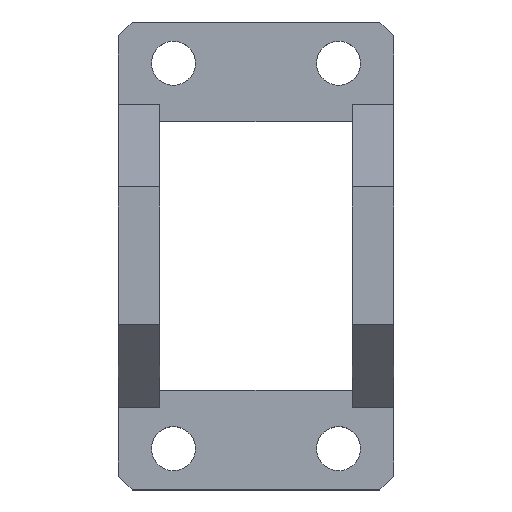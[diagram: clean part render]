
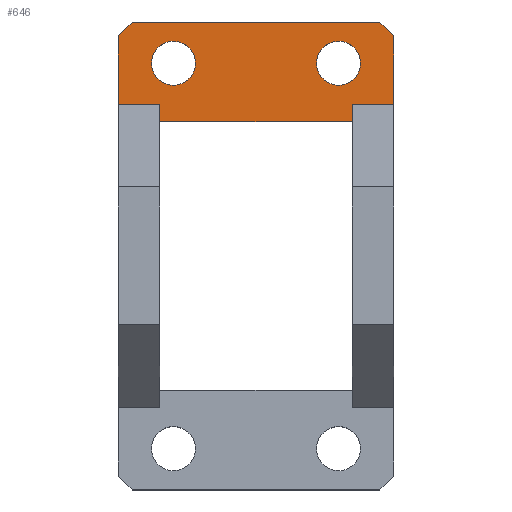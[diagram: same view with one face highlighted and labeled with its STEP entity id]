
A CAD part, top view. The second image highlights one B-rep face of the part: STEP entity #646.
In plain terms, the highlighted planar face has unit normal (0, 0, 1).
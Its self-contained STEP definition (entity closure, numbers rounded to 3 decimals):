
#19=FACE_BOUND('',#75,.T.);
#20=FACE_BOUND('',#76,.T.);
#27=CIRCLE('',#693,8.);
#28=CIRCLE('',#694,8.);
#42=FACE_OUTER_BOUND('',#74,.T.);
#74=EDGE_LOOP('',(#461,#462,#463,#464,#465,#466,#467,#468,#469,#470));
#75=EDGE_LOOP('',(#471));
#76=EDGE_LOOP('',(#472));
#117=LINE('',#915,#201);
#128=LINE('',#937,#212);
#131=LINE('',#943,#215);
#132=LINE('',#945,#216);
#133=LINE('',#947,#217);
#134=LINE('',#949,#218);
#135=LINE('',#951,#219);
#136=LINE('',#953,#220);
#137=LINE('',#955,#221);
#138=LINE('',#956,#222);
#201=VECTOR('',#743,10.);
#212=VECTOR('',#762,10.);
#215=VECTOR('',#767,10.);
#216=VECTOR('',#768,10.);
#217=VECTOR('',#769,10.);
#218=VECTOR('',#770,10.);
#219=VECTOR('',#771,10.);
#220=VECTOR('',#772,10.);
#221=VECTOR('',#773,10.);
#222=VECTOR('',#774,10.);
#282=VERTEX_POINT('',#909);
#284=VERTEX_POINT('',#913);
#291=VERTEX_POINT('',#935);
#293=VERTEX_POINT('',#942);
#294=VERTEX_POINT('',#944);
#295=VERTEX_POINT('',#946);
#296=VERTEX_POINT('',#948);
#297=VERTEX_POINT('',#950);
#298=VERTEX_POINT('',#952);
#299=VERTEX_POINT('',#954);
#300=VERTEX_POINT('',#957);
#301=VERTEX_POINT('',#959);
#345=EDGE_CURVE('',#282,#284,#117,.T.);
#356=EDGE_CURVE('',#284,#291,#128,.T.);
#359=EDGE_CURVE('',#291,#293,#131,.T.);
#360=EDGE_CURVE('',#293,#294,#132,.T.);
#361=EDGE_CURVE('',#294,#295,#133,.T.);
#362=EDGE_CURVE('',#295,#296,#134,.T.);
#363=EDGE_CURVE('',#296,#297,#135,.T.);
#364=EDGE_CURVE('',#297,#298,#136,.T.);
#365=EDGE_CURVE('',#298,#299,#137,.T.);
#366=EDGE_CURVE('',#299,#282,#138,.T.);
#367=EDGE_CURVE('',#300,#300,#27,.T.);
#368=EDGE_CURVE('',#301,#301,#28,.T.);
#461=ORIENTED_EDGE('',*,*,#345,.T.);
#462=ORIENTED_EDGE('',*,*,#356,.T.);
#463=ORIENTED_EDGE('',*,*,#359,.T.);
#464=ORIENTED_EDGE('',*,*,#360,.T.);
#465=ORIENTED_EDGE('',*,*,#361,.T.);
#466=ORIENTED_EDGE('',*,*,#362,.T.);
#467=ORIENTED_EDGE('',*,*,#363,.T.);
#468=ORIENTED_EDGE('',*,*,#364,.T.);
#469=ORIENTED_EDGE('',*,*,#365,.T.);
#470=ORIENTED_EDGE('',*,*,#366,.T.);
#471=ORIENTED_EDGE('',*,*,#367,.T.);
#472=ORIENTED_EDGE('',*,*,#368,.T.);
#618=PLANE('',#692);
#646=ADVANCED_FACE('',(#42,#19,#20),#618,.T.);
#692=AXIS2_PLACEMENT_3D('',#941,#765,#766);
#693=AXIS2_PLACEMENT_3D('',#958,#775,#776);
#694=AXIS2_PLACEMENT_3D('',#960,#777,#778);
#743=DIRECTION('',(1.,0.,0.));
#762=DIRECTION('',(0.,-1.,0.));
#765=DIRECTION('center_axis',(0.,0.,1.));
#766=DIRECTION('ref_axis',(1.,0.,0.));
#767=DIRECTION('',(1.,0.,0.));
#768=DIRECTION('',(0.,1.,0.));
#769=DIRECTION('',(1.,0.,0.));
#770=DIRECTION('',(0.,1.,0.));
#771=DIRECTION('',(-0.707,0.707,0.));
#772=DIRECTION('',(-1.,0.,0.));
#773=DIRECTION('',(-0.707,-0.707,0.));
#774=DIRECTION('',(0.,-1.,0.));
#775=DIRECTION('center_axis',(0.,0.,-1.));
#776=DIRECTION('ref_axis',(1.,0.,0.));
#777=DIRECTION('center_axis',(0.,0.,-1.));
#778=DIRECTION('ref_axis',(1.,0.,0.));
#909=CARTESIAN_POINT('',(-50.,54.98,10.));
#913=CARTESIAN_POINT('',(-35.,54.98,10.));
#915=CARTESIAN_POINT('',(-25.,54.98,10.));
#935=CARTESIAN_POINT('',(-35.,48.8,10.));
#937=CARTESIAN_POINT('',(-35.,33.45,10.));
#941=CARTESIAN_POINT('Origin',(0.,66.9,10.));
#942=CARTESIAN_POINT('',(35.,48.8,10.));
#943=CARTESIAN_POINT('',(-50.,48.8,10.));
#944=CARTESIAN_POINT('',(35.,54.98,10.));
#945=CARTESIAN_POINT('',(35.,33.45,10.));
#946=CARTESIAN_POINT('',(50.,54.98,10.));
#947=CARTESIAN_POINT('',(25.,54.98,10.));
#948=CARTESIAN_POINT('',(50.,80.,10.));
#949=CARTESIAN_POINT('',(50.,48.8,10.));
#950=CARTESIAN_POINT('',(45.,85.,10.));
#951=CARTESIAN_POINT('',(50.,80.,10.));
#952=CARTESIAN_POINT('',(-45.,85.,10.));
#953=CARTESIAN_POINT('',(45.,85.,10.));
#954=CARTESIAN_POINT('',(-50.,80.,10.));
#955=CARTESIAN_POINT('',(-50.,80.,10.));
#956=CARTESIAN_POINT('',(-50.,80.,10.));
#957=CARTESIAN_POINT('',(22.,70.,10.));
#958=CARTESIAN_POINT('Origin',(30.,70.,10.));
#959=CARTESIAN_POINT('',(-38.,70.,10.));
#960=CARTESIAN_POINT('Origin',(-30.,70.,10.));
